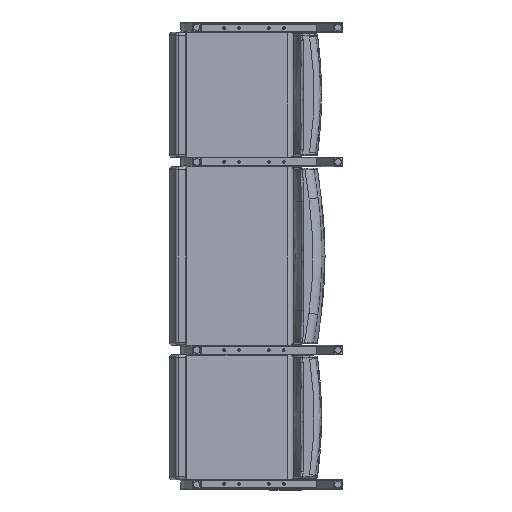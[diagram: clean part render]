
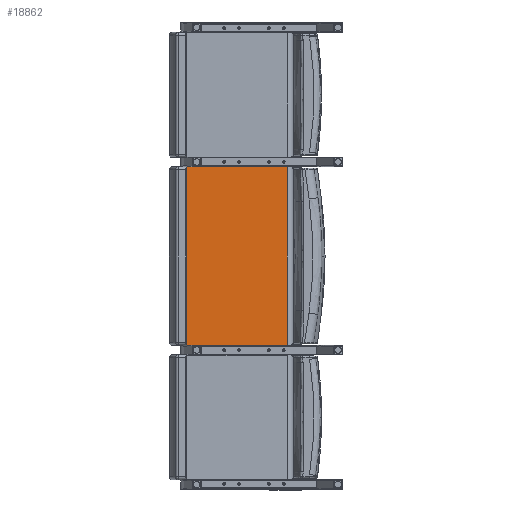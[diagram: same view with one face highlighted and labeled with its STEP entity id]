
A CAD part, front view. The second image highlights one B-rep face of the part: STEP entity #18862.
In plain terms, the highlighted planar face has unit normal (0, -1, 0).
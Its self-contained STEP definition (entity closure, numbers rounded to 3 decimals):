
#1892=PLANE('',#20895);
#2389=LINE('',#84804,#3001);
#2405=LINE('',#84938,#3017);
#2411=LINE('',#85025,#3023);
#2412=LINE('',#85027,#3024);
#3001=VECTOR('',#24764,16.874);
#3017=VECTOR('',#24840,16.874);
#3023=VECTOR('',#24902,29.932);
#3024=VECTOR('',#24905,29.932);
#4396=FACE_OUTER_BOUND('',#5941,.T.);
#5941=EDGE_LOOP('',(#14655,#14656,#14657,#14658));
#8689=VERTEX_POINT('',#84792);
#8690=VERTEX_POINT('',#84803);
#8714=VERTEX_POINT('',#84926);
#8715=VERTEX_POINT('',#84937);
#10746=EDGE_CURVE('',#8689,#8690,#2389,.T.);
#10785=EDGE_CURVE('',#8714,#8715,#2405,.T.);
#10810=EDGE_CURVE('',#8714,#8690,#2411,.T.);
#10811=EDGE_CURVE('',#8715,#8689,#2412,.T.);
#14655=ORIENTED_EDGE('',*,*,#10746,.F.);
#14656=ORIENTED_EDGE('',*,*,#10811,.F.);
#14657=ORIENTED_EDGE('',*,*,#10785,.F.);
#14658=ORIENTED_EDGE('',*,*,#10810,.T.);
#18862=ADVANCED_FACE('',(#4396),#1892,.T.);
#20895=AXIS2_PLACEMENT_3D('',#85026,#24903,#24904);
#24764=DIRECTION('',(1.,0.,0.));
#24840=DIRECTION('',(-1.,0.,0.));
#24902=DIRECTION('',(0.,0.,1.));
#24903=DIRECTION('center_axis',(0.,-1.,0.));
#24904=DIRECTION('ref_axis',(1.,0.,0.));
#24905=DIRECTION('',(0.,0.,1.));
#84792=CARTESIAN_POINT('',(-12.083,0.797,29.966));
#84803=CARTESIAN_POINT('',(4.791,0.797,29.966));
#84804=CARTESIAN_POINT('',(-9.146,0.797,29.966));
#84926=CARTESIAN_POINT('',(4.791,0.797,0.034));
#84937=CARTESIAN_POINT('',(-12.083,0.797,0.034));
#84938=CARTESIAN_POINT('',(-9.146,0.797,0.034));
#85025=CARTESIAN_POINT('',(4.791,0.797,0.));
#85026=CARTESIAN_POINT('Origin',(-12.083,0.797,0.));
#85027=CARTESIAN_POINT('',(-12.083,0.797,0.));
